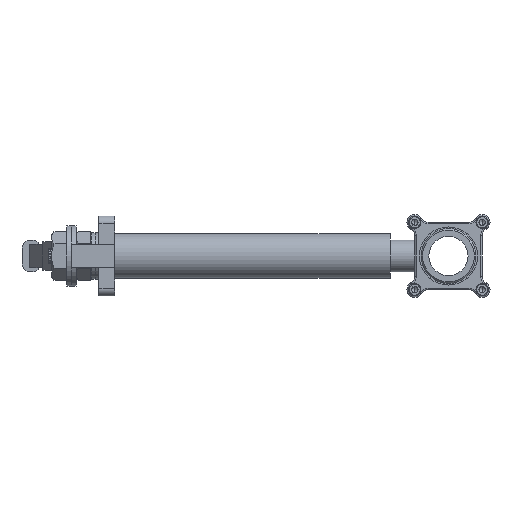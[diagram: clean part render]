
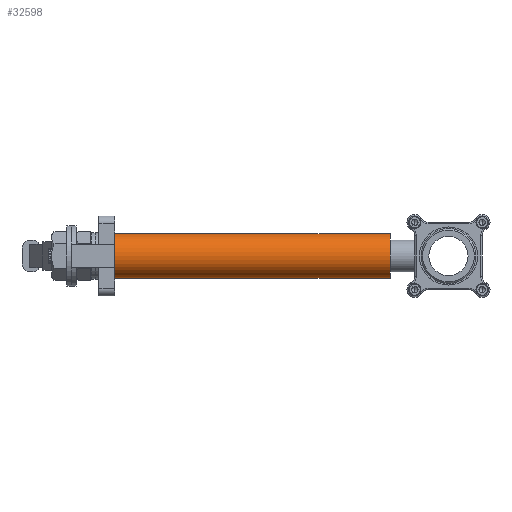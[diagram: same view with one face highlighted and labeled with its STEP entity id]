
A CAD part, left-side view. The second image highlights one B-rep face of the part: STEP entity #32598.
In plain terms, the highlighted cylindrical face has radius 14.2 mm (diameter 28.4 mm), a partial arc.
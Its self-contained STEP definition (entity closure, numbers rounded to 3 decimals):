
#3321 = CARTESIAN_POINT ( 'NONE',  ( 0., 0., 0. ) ) ;
#5404 = AXIS2_PLACEMENT_3D ( 'NONE', #46736, #9197, #85746 ) ;
#9197 = DIRECTION ( 'NONE',  ( 0., -1., 0. ) ) ;
#9670 = VERTEX_POINT ( 'NONE', #73637 ) ;
#9850 = FACE_OUTER_BOUND ( 'NONE', #98395, .T. ) ;
#10197 = DIRECTION ( 'NONE',  ( 0., -1., 0. ) ) ;
#11320 = CYLINDRICAL_SURFACE ( 'NONE', #78353, 14.2 ) ;
#12382 = CARTESIAN_POINT ( 'NONE',  ( 0., 213., 14.2 ) ) ;
#13784 = LINE ( 'NONE', #23751, #72958 ) ;
#13839 = ORIENTED_EDGE ( 'NONE', *, *, #56750, .T. ) ;
#23751 = CARTESIAN_POINT ( 'NONE',  ( 0., 0., -14.2 ) ) ;
#31148 = CARTESIAN_POINT ( 'NONE',  ( 0., 37.17, 14.2 ) ) ;
#32285 = CIRCLE ( 'NONE', #53069, 14.2 ) ;
#32598 = ADVANCED_FACE ( 'NONE', ( #9850 ), #11320, .T. ) ;
#34103 = CARTESIAN_POINT ( 'NONE',  ( 0., 0., 14.2 ) ) ;
#38591 = EDGE_CURVE ( 'NONE', #63277, #43447, #85351, .T. ) ;
#39332 = ORIENTED_EDGE ( 'NONE', *, *, #45194, .T. ) ;
#41608 = DIRECTION ( 'NONE',  ( 0., -1., 0. ) ) ;
#42988 = ORIENTED_EDGE ( 'NONE', *, *, #38591, .F. ) ;
#43447 = VERTEX_POINT ( 'NONE', #74067 ) ;
#44325 = DIRECTION ( 'NONE',  ( 0., 0., -1. ) ) ;
#45194 = EDGE_CURVE ( 'NONE', #74155, #9670, #32285, .T. ) ;
#46736 = CARTESIAN_POINT ( 'NONE',  ( 0., 37.17, 0. ) ) ;
#48841 = DIRECTION ( 'NONE',  ( 0., 0., -1. ) ) ;
#50091 = LINE ( 'NONE', #34103, #68133 ) ;
#51848 = EDGE_CURVE ( 'NONE', #74155, #63277, #50091, .T. ) ;
#53069 = AXIS2_PLACEMENT_3D ( 'NONE', #96879, #67346, #44325 ) ;
#56750 = EDGE_CURVE ( 'NONE', #9670, #43447, #13784, .T. ) ;
#63277 = VERTEX_POINT ( 'NONE', #31148 ) ;
#67346 = DIRECTION ( 'NONE',  ( 0., -1., 0. ) ) ;
#68133 = VECTOR ( 'NONE', #41608, 1000. ) ;
#72841 = DIRECTION ( 'NONE',  ( 0., -1., 0. ) ) ;
#72958 = VECTOR ( 'NONE', #10197, 1000. ) ;
#73637 = CARTESIAN_POINT ( 'NONE',  ( 0., 213., -14.2 ) ) ;
#74067 = CARTESIAN_POINT ( 'NONE',  ( 0., 37.17, -14.2 ) ) ;
#74155 = VERTEX_POINT ( 'NONE', #12382 ) ;
#78353 = AXIS2_PLACEMENT_3D ( 'NONE', #3321, #72841, #48841 ) ;
#85351 = CIRCLE ( 'NONE', #5404, 14.2 ) ;
#85746 = DIRECTION ( 'NONE',  ( 0., 0., -1. ) ) ;
#96879 = CARTESIAN_POINT ( 'NONE',  ( 0., 213., 0. ) ) ;
#97909 = ORIENTED_EDGE ( 'NONE', *, *, #51848, .F. ) ;
#98395 = EDGE_LOOP ( 'NONE', ( #97909, #39332, #13839, #42988 ) ) ;
